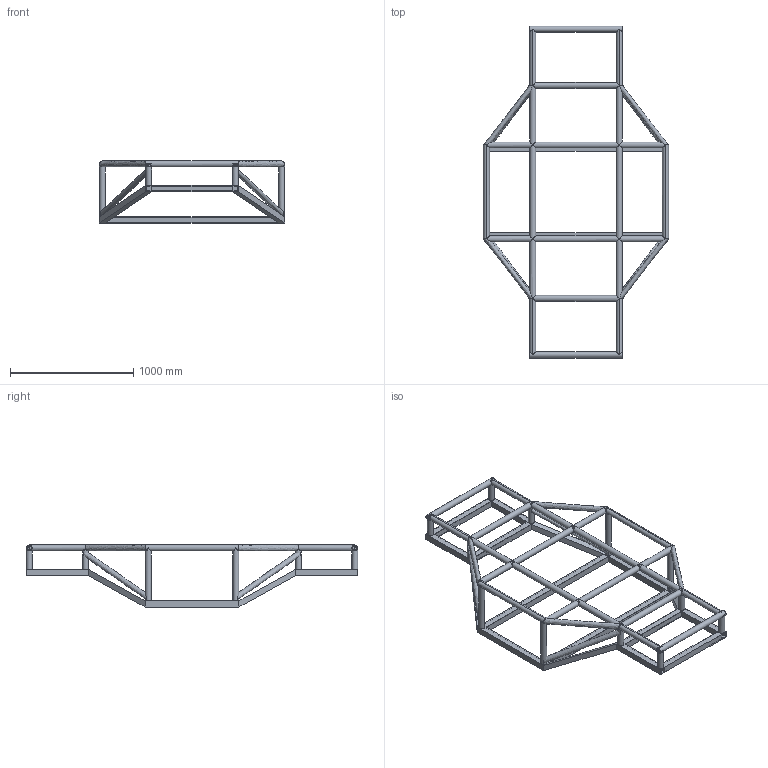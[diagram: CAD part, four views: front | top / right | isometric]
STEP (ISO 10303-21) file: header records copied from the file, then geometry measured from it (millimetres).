
FILE_DESCRIPTION(/* description */ ('','CAx-IF Rec.Pracs.---Representation and Presentation of Product Manufacturing Information (PMI)---4.0---2014-10-13'),/* implementation_level */ '2;1');
FILE_NAME(/* name */ 'Mule Final v4.step',/* time_stamp */ '2025-03-12T19:53:42-07:00',/* author */ (''),/* organization */ (''),/* preprocessor_version */ 'ST-DEVELOPER v20',/* originating_system */ 'Autodesk Translation Framework v13.20.0.188',/* authorisation */ '');
FILE_SCHEMA (('AP242_MANAGED_MODEL_BASED_3D_ENGINEERING_MIM_LF { 1 0 10303 442 1 1 4 }'));
Length unit declared in the file: inch
Products named in the file (1): Mule Final
Bounding box: 1503.68 x 2692.4 x 502.92 mm (x, y, z)
Volume: 36093901.6 mm3; surface area: 8328048.7 mm2
Topology: 5 solids, 69 shells, 650 faces, 1582 edges, 1038 vertices
Faces by surface type: cylinder 412, plane 206, bspline 32
Full cylindrical faces by diameter (mm): 35.56 x28, 48.26 x28
Entity records: 24173 total; most frequent: CARTESIAN_POINT 9389, ORIENTED_EDGE 3164, DIRECTION 2886, EDGE_CURVE 1582, AXIS2_PLACEMENT_3D 1153, VERTEX_POINT 1038, EDGE_LOOP 676, FACE_OUTER_BOUND 650
